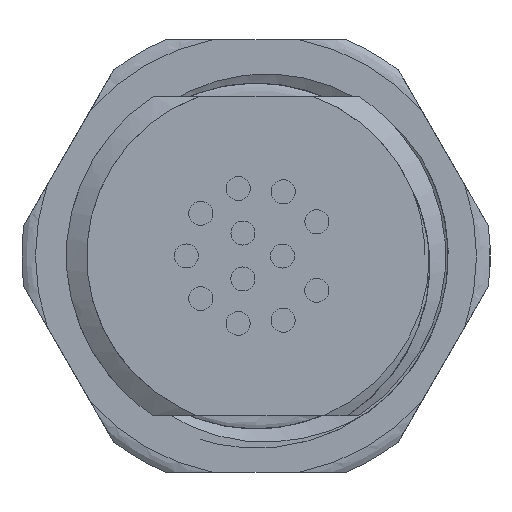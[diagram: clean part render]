
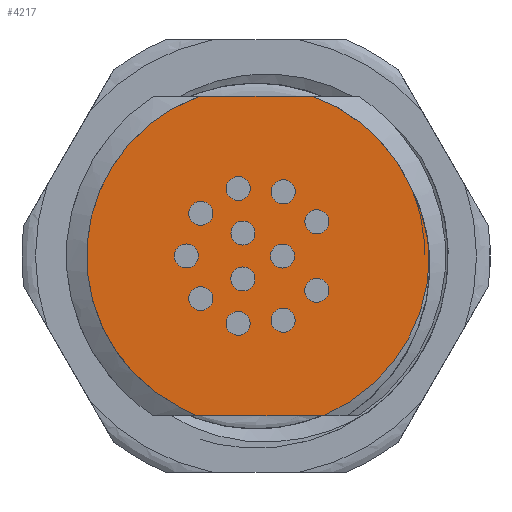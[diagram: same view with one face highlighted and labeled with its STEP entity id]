
A CAD part, front view. The second image highlights one B-rep face of the part: STEP entity #4217.
In plain terms, the highlighted planar face has unit normal (0, -1, 0).
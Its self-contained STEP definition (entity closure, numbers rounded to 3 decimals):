
#693=PLANE('',#14685);
#1063=FACE_BOUND('',#5835,.T.);
#1064=FACE_BOUND('',#5836,.T.);
#1065=FACE_BOUND('',#5837,.T.);
#1066=FACE_BOUND('',#5838,.T.);
#1067=FACE_BOUND('',#5839,.T.);
#1068=FACE_BOUND('',#5840,.T.);
#1069=FACE_BOUND('',#5841,.T.);
#1070=FACE_BOUND('',#5842,.T.);
#1071=FACE_BOUND('',#5843,.T.);
#1072=FACE_BOUND('',#5844,.T.);
#1073=FACE_BOUND('',#5845,.T.);
#1074=FACE_BOUND('',#5846,.T.);
#1075=FACE_BOUND('',#5847,.T.);
#1828=LINE('',#29616,#2313);
#1833=LINE('',#29679,#2318);
#2313=VECTOR('',#18448,1.);
#2318=VECTOR('',#18463,1.);
#3394=CIRCLE('',#14666,7.05);
#3395=CIRCLE('',#14668,7.218);
#3396=CIRCLE('',#14671,7.05);
#3397=CIRCLE('',#14673,0.5);
#3398=CIRCLE('',#14674,0.5);
#3399=CIRCLE('',#14675,0.5);
#3400=CIRCLE('',#14676,0.5);
#3401=CIRCLE('',#14677,0.5);
#3402=CIRCLE('',#14678,0.5);
#3403=CIRCLE('',#14679,0.5);
#3404=CIRCLE('',#14680,0.5);
#3405=CIRCLE('',#14681,0.5);
#3406=CIRCLE('',#14682,0.5);
#3407=CIRCLE('',#14683,0.5);
#3408=CIRCLE('',#14684,0.5);
#4217=ADVANCED_FACE('',(#1063,#1064,#1065,#1066,#1067,#1068,#1069,#1070,
#1071,#1072,#1073,#1074,#1075),#693,.T.);
#5835=EDGE_LOOP('',(#9400,#9401,#9402,#9403,#9404,#9405,#9406));
#5836=EDGE_LOOP('',(#9407));
#5837=EDGE_LOOP('',(#9408));
#5838=EDGE_LOOP('',(#9409));
#5839=EDGE_LOOP('',(#9410));
#5840=EDGE_LOOP('',(#9411));
#5841=EDGE_LOOP('',(#9412));
#5842=EDGE_LOOP('',(#9413));
#5843=EDGE_LOOP('',(#9414));
#5844=EDGE_LOOP('',(#9415));
#5845=EDGE_LOOP('',(#9416));
#5846=EDGE_LOOP('',(#9417));
#5847=EDGE_LOOP('',(#9418));
#9400=ORIENTED_EDGE('',*,*,#12640,.T.);
#9401=ORIENTED_EDGE('',*,*,#12638,.F.);
#9402=ORIENTED_EDGE('',*,*,#12636,.F.);
#9403=ORIENTED_EDGE('',*,*,#12634,.F.);
#9404=ORIENTED_EDGE('',*,*,#12631,.F.);
#9405=ORIENTED_EDGE('',*,*,#12628,.T.);
#9406=ORIENTED_EDGE('',*,*,#12626,.F.);
#9407=ORIENTED_EDGE('',*,*,#12641,.T.);
#9408=ORIENTED_EDGE('',*,*,#12642,.T.);
#9409=ORIENTED_EDGE('',*,*,#12643,.T.);
#9410=ORIENTED_EDGE('',*,*,#12644,.T.);
#9411=ORIENTED_EDGE('',*,*,#12645,.T.);
#9412=ORIENTED_EDGE('',*,*,#12646,.T.);
#9413=ORIENTED_EDGE('',*,*,#12647,.T.);
#9414=ORIENTED_EDGE('',*,*,#12648,.T.);
#9415=ORIENTED_EDGE('',*,*,#12649,.T.);
#9416=ORIENTED_EDGE('',*,*,#12650,.T.);
#9417=ORIENTED_EDGE('',*,*,#12651,.T.);
#9418=ORIENTED_EDGE('',*,*,#12652,.T.);
#10819=VERTEX_POINT('',#29615);
#10820=VERTEX_POINT('',#29617);
#10821=VERTEX_POINT('',#29621);
#10822=VERTEX_POINT('',#29635);
#10824=VERTEX_POINT('',#29671);
#10825=VERTEX_POINT('',#29680);
#10826=VERTEX_POINT('',#29696);
#10827=VERTEX_POINT('',#29850);
#10828=VERTEX_POINT('',#29852);
#10829=VERTEX_POINT('',#29854);
#10830=VERTEX_POINT('',#29856);
#10831=VERTEX_POINT('',#29858);
#10832=VERTEX_POINT('',#29860);
#10833=VERTEX_POINT('',#29862);
#10834=VERTEX_POINT('',#29864);
#10835=VERTEX_POINT('',#29866);
#10836=VERTEX_POINT('',#29868);
#10837=VERTEX_POINT('',#29870);
#10838=VERTEX_POINT('',#29872);
#12626=EDGE_CURVE('',#10819,#10820,#1828,.T.);
#12628=EDGE_CURVE('',#10821,#10820,#3394,.T.);
#12631=EDGE_CURVE('',#10821,#10822,#13107,.T.);
#12634=EDGE_CURVE('',#10822,#10824,#3395,.T.);
#12636=EDGE_CURVE('',#10824,#10825,#1833,.T.);
#12638=EDGE_CURVE('',#10825,#10826,#13111,.T.);
#12640=EDGE_CURVE('',#10819,#10826,#3396,.T.);
#12641=EDGE_CURVE('',#10827,#10827,#3397,.T.);
#12642=EDGE_CURVE('',#10828,#10828,#3398,.T.);
#12643=EDGE_CURVE('',#10829,#10829,#3399,.T.);
#12644=EDGE_CURVE('',#10830,#10830,#3400,.T.);
#12645=EDGE_CURVE('',#10831,#10831,#3401,.T.);
#12646=EDGE_CURVE('',#10832,#10832,#3402,.T.);
#12647=EDGE_CURVE('',#10833,#10833,#3403,.T.);
#12648=EDGE_CURVE('',#10834,#10834,#3404,.T.);
#12649=EDGE_CURVE('',#10835,#10835,#3405,.T.);
#12650=EDGE_CURVE('',#10836,#10836,#3406,.T.);
#12651=EDGE_CURVE('',#10837,#10837,#3407,.T.);
#12652=EDGE_CURVE('',#10838,#10838,#3408,.T.);
#13107=B_SPLINE_CURVE_WITH_KNOTS('',3,(#29625,#29626,#29627,#29628,#29629,
#29630,#29631,#29632,#29633,#29634),.UNSPECIFIED.,.F.,.F.,(4,3,3,4),(0.,
0.133,0.67,1.),.UNSPECIFIED.);
#13111=B_SPLINE_CURVE_WITH_KNOTS('',3,(#29692,#29693,#29694,#29695),
 .UNSPECIFIED.,.F.,.F.,(4,4),(0.,1.),.UNSPECIFIED.);
#14666=AXIS2_PLACEMENT_3D('',#29620,#18452,#18453);
#14668=AXIS2_PLACEMENT_3D('',#29670,#18459,#18460);
#14671=AXIS2_PLACEMENT_3D('',#29847,#18466,#18467);
#14673=AXIS2_PLACEMENT_3D('',#29849,#18470,#18471);
#14674=AXIS2_PLACEMENT_3D('',#29851,#18472,#18473);
#14675=AXIS2_PLACEMENT_3D('',#29853,#18474,#18475);
#14676=AXIS2_PLACEMENT_3D('',#29855,#18476,#18477);
#14677=AXIS2_PLACEMENT_3D('',#29857,#18478,#18479);
#14678=AXIS2_PLACEMENT_3D('',#29859,#18480,#18481);
#14679=AXIS2_PLACEMENT_3D('',#29861,#18482,#18483);
#14680=AXIS2_PLACEMENT_3D('',#29863,#18484,#18485);
#14681=AXIS2_PLACEMENT_3D('',#29865,#18486,#18487);
#14682=AXIS2_PLACEMENT_3D('',#29867,#18488,#18489);
#14683=AXIS2_PLACEMENT_3D('',#29869,#18490,#18491);
#14684=AXIS2_PLACEMENT_3D('',#29871,#18492,#18493);
#14685=AXIS2_PLACEMENT_3D('',#29873,#18494,#18495);
#18448=DIRECTION('',(1.,0.,0.));
#18452=DIRECTION('',(0.,-1.,0.));
#18453=DIRECTION('',(0.912,0.,0.41));
#18459=DIRECTION('',(0.,1.,0.));
#18460=DIRECTION('',(1.,0.,0.016));
#18463=DIRECTION('',(-1.,0.,0.));
#18466=DIRECTION('',(0.,-1.,0.));
#18467=DIRECTION('',(-0.332,0.,0.943));
#18470=DIRECTION('',(0.,1.,0.));
#18471=DIRECTION('',(0.,0.,-1.));
#18472=DIRECTION('',(0.,1.,0.));
#18473=DIRECTION('',(0.,0.,-1.));
#18474=DIRECTION('',(0.,1.,0.));
#18475=DIRECTION('',(0.,0.,-1.));
#18476=DIRECTION('',(0.,1.,0.));
#18477=DIRECTION('',(0.,0.,-1.));
#18478=DIRECTION('',(0.,1.,0.));
#18479=DIRECTION('',(0.,0.,-1.));
#18480=DIRECTION('',(0.,1.,0.));
#18481=DIRECTION('',(0.,0.,-1.));
#18482=DIRECTION('',(0.,1.,0.));
#18483=DIRECTION('',(0.,0.,-1.));
#18484=DIRECTION('',(0.,1.,0.));
#18485=DIRECTION('',(0.,0.,-1.));
#18486=DIRECTION('',(0.,1.,0.));
#18487=DIRECTION('',(0.,0.,-1.));
#18488=DIRECTION('',(0.,1.,0.));
#18489=DIRECTION('',(0.,0.,-1.));
#18490=DIRECTION('',(0.,1.,0.));
#18491=DIRECTION('',(0.,0.,-1.));
#18492=DIRECTION('',(0.,1.,0.));
#18493=DIRECTION('',(0.,0.,-1.));
#18494=DIRECTION('',(0.,-1.,0.));
#18495=DIRECTION('',(1.,0.,0.));
#29615=CARTESIAN_POINT('',(-2.341,-8.,6.65));
#29616=CARTESIAN_POINT('',(-2.341,-8.,6.65));
#29617=CARTESIAN_POINT('',(2.341,-8.,6.65));
#29620=CARTESIAN_POINT('',(0.,-8.,0.));
#29621=CARTESIAN_POINT('',(6.432,-8.,2.887));
#29625=CARTESIAN_POINT('',(6.432,-8.,2.887));
#29626=CARTESIAN_POINT('',(6.491,-8.,2.773));
#29627=CARTESIAN_POINT('',(6.547,-8.,2.657));
#29628=CARTESIAN_POINT('',(6.601,-8.,2.54));
#29629=CARTESIAN_POINT('',(6.814,-8.,2.068));
#29630=CARTESIAN_POINT('',(6.977,-8.,1.57));
#29631=CARTESIAN_POINT('',(7.084,-8.,1.062));
#29632=CARTESIAN_POINT('',(7.149,-8.,0.75));
#29633=CARTESIAN_POINT('',(7.194,-8.,0.433));
#29634=CARTESIAN_POINT('',(7.217,-8.,0.114));
#29635=CARTESIAN_POINT('',(7.217,-8.,0.114));
#29670=CARTESIAN_POINT('',(0.,-8.,0.));
#29671=CARTESIAN_POINT('',(2.806,-8.,-6.65));
#29679=CARTESIAN_POINT('',(2.806,-8.,-6.65));
#29680=CARTESIAN_POINT('',(-2.477,-8.,-6.65));
#29692=CARTESIAN_POINT('',(-2.477,-8.,-6.65));
#29693=CARTESIAN_POINT('',(-2.72,-8.,-6.543));
#29694=CARTESIAN_POINT('',(-2.957,-8.,-6.422));
#29695=CARTESIAN_POINT('',(-3.187,-8.,-6.289));
#29696=CARTESIAN_POINT('',(-3.187,-8.,-6.289));
#29847=CARTESIAN_POINT('',(0.,-8.,0.));
#29849=CARTESIAN_POINT('',(-2.297,-8.,1.777));
#29850=CARTESIAN_POINT('',(-2.297,-8.,1.277));
#29851=CARTESIAN_POINT('',(-0.74,-8.,2.808));
#29852=CARTESIAN_POINT('',(-0.74,-8.,2.308));
#29853=CARTESIAN_POINT('',(1.133,-8.,2.672));
#29854=CARTESIAN_POINT('',(1.133,-8.,2.172));
#29855=CARTESIAN_POINT('',(1.129,-8.,-2.674));
#29856=CARTESIAN_POINT('',(1.129,-8.,-3.174));
#29857=CARTESIAN_POINT('',(2.53,-8.,-1.43));
#29858=CARTESIAN_POINT('',(2.53,-8.,-1.93));
#29859=CARTESIAN_POINT('',(-0.745,-8.,-2.807));
#29860=CARTESIAN_POINT('',(-0.745,-8.,-3.307));
#29861=CARTESIAN_POINT('',(1.103,-8.,-0.001));
#29862=CARTESIAN_POINT('',(1.103,-8.,-0.501));
#29863=CARTESIAN_POINT('',(-0.545,-8.,-0.954));
#29864=CARTESIAN_POINT('',(-0.545,-8.,-1.454));
#29865=CARTESIAN_POINT('',(-2.299,-8.,-1.773));
#29866=CARTESIAN_POINT('',(-2.299,-8.,-2.273));
#29867=CARTESIAN_POINT('',(-2.899,-8.,0.002));
#29868=CARTESIAN_POINT('',(-2.899,-8.,-0.498));
#29869=CARTESIAN_POINT('',(-0.544,-8.,0.955));
#29870=CARTESIAN_POINT('',(-0.544,-8.,0.455));
#29871=CARTESIAN_POINT('',(2.532,-8.,1.426));
#29872=CARTESIAN_POINT('',(2.532,-8.,0.926));
#29873=CARTESIAN_POINT('',(0.,-8.,0.));
